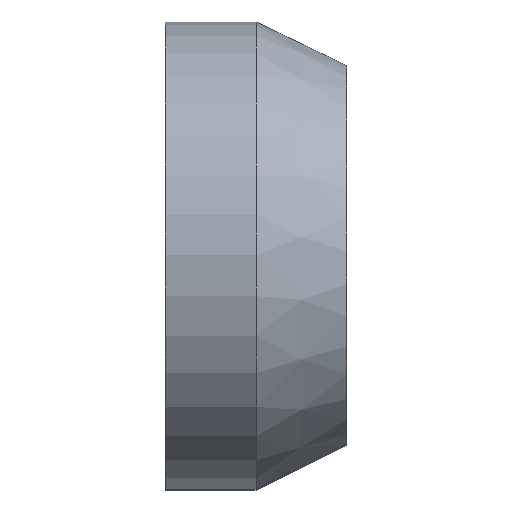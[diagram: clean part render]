
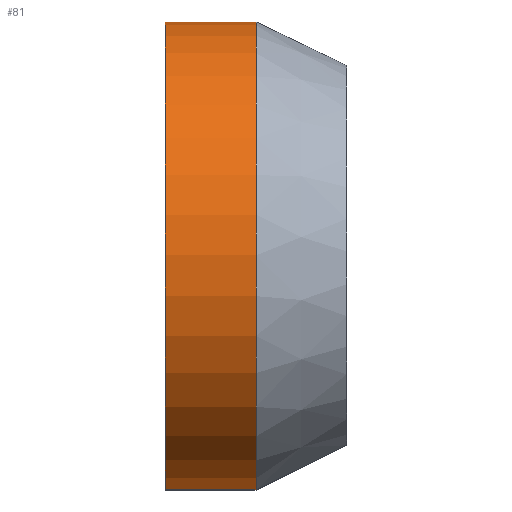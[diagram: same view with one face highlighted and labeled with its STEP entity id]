
A CAD part, top view. The second image highlights one B-rep face of the part: STEP entity #81.
In plain terms, the highlighted cylindrical face has radius 6.5 mm (diameter 13 mm), a partial arc.
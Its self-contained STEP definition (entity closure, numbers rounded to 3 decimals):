
#81 = ADVANCED_FACE( '', ( #96 ), #97, .T. );
#96 = FACE_OUTER_BOUND( '', #112, .T. );
#97 = CYLINDRICAL_SURFACE( '', #113, 6.5 );
#112 = EDGE_LOOP( '', ( #160, #161, #162, #163 ) );
#113 = AXIS2_PLACEMENT_3D( '', #164, #165, #166 );
#160 = ORIENTED_EDGE( '', *, *, #184, .F. );
#161 = ORIENTED_EDGE( '', *, *, #193, .T. );
#162 = ORIENTED_EDGE( '', *, *, #189, .T. );
#163 = ORIENTED_EDGE( '', *, *, #179, .T. );
#164 = CARTESIAN_POINT( '', ( 2.5, 0., 0. ) );
#165 = DIRECTION( '', ( -1., 0., 0. ) );
#166 = DIRECTION( '', ( 0., 0., -1. ) );
#179 = EDGE_CURVE( '', #201, #199, #202, .T. );
#184 = EDGE_CURVE( '', #208, #199, #210, .T. );
#189 = EDGE_CURVE( '', #217, #201, #218, .T. );
#193 = EDGE_CURVE( '', #208, #217, #223, .F. );
#199 = VERTEX_POINT( '', #231 );
#201 = VERTEX_POINT( '', #236 );
#202 = LINE( '', #237, #238 );
#208 = VERTEX_POINT( '', #248 );
#210 = CIRCLE( '', #253, 6.5 );
#217 = VERTEX_POINT( '', #262 );
#218 = CIRCLE( '', #263, 6.5 );
#223 = LINE( '', #272, #273 );
#231 = CARTESIAN_POINT( '', ( 0., -6.379, 1.25 ) );
#236 = CARTESIAN_POINT( '', ( -2.5, -6.379, 1.25 ) );
#237 = CARTESIAN_POINT( '', ( 2.5, -6.379, 1.25 ) );
#238 = VECTOR( '', #276, 1000. );
#248 = CARTESIAN_POINT( '', ( 0., -6.379, -1.25 ) );
#253 = AXIS2_PLACEMENT_3D( '', #281, #282, #283 );
#262 = CARTESIAN_POINT( '', ( -2.5, -6.379, -1.25 ) );
#263 = AXIS2_PLACEMENT_3D( '', #292, #293, #294 );
#272 = CARTESIAN_POINT( '', ( 2.5, -6.379, -1.25 ) );
#273 = VECTOR( '', #299, 1000. );
#276 = DIRECTION( '', ( 1., 0., 0. ) );
#281 = CARTESIAN_POINT( '', ( 0., 0., 0. ) );
#282 = DIRECTION( '', ( 1., 0., 0. ) );
#283 = DIRECTION( '', ( 0., 0., -1. ) );
#292 = CARTESIAN_POINT( '', ( -2.5, 0., 0. ) );
#293 = DIRECTION( '', ( 1., 0., 0. ) );
#294 = DIRECTION( '', ( 0., 0., -1. ) );
#299 = DIRECTION( '', ( 1., 0., 0. ) );
